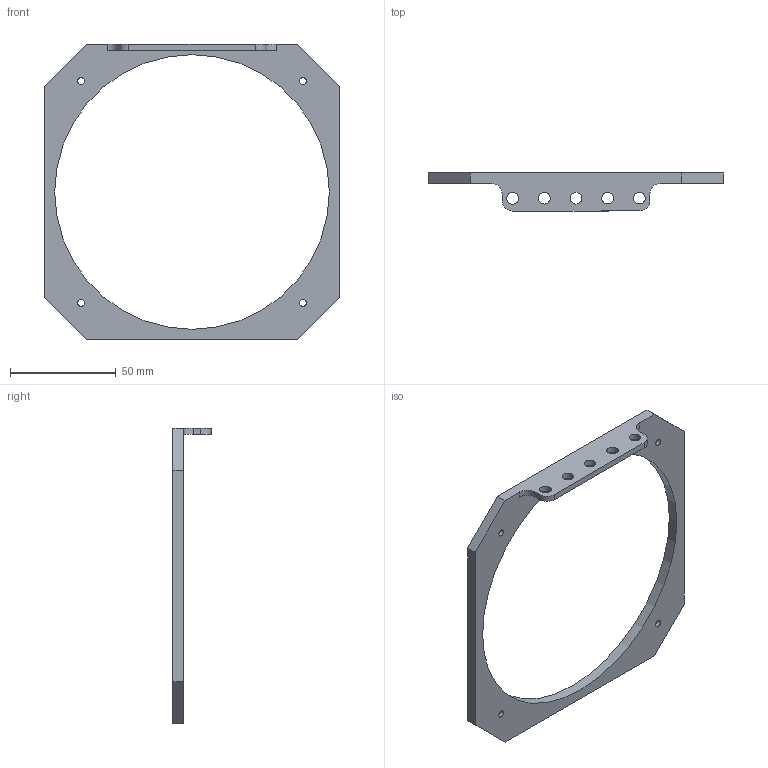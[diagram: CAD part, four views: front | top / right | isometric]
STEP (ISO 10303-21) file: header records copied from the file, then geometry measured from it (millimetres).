
FILE_DESCRIPTION( ( 'Unknown' ), '1' );
FILE_NAME( '风扇安装版（S3.8.11395）.stp', 'Unknown', ( 'Unknown' ), ( 'Unknown' ), 'XStep 1.0', 'Unknown', ' ' );
FILE_SCHEMA( ( 'automotive_design' ) );
Length unit declared in the file: millimetre
Products named in the file (1): 1
Bounding box: 140 x 18.11 x 140 mm (x, y, z)
Volume: 29856.4 mm3; surface area: 17702.5 mm2
Topology: 1 solids, 1 shells, 28 faces, 78 edges, 52 vertices
Faces by surface type: plane 14, cylinder 14
Full cylindrical faces by diameter (mm): 3.242 x4, 5.5 x5, 130 x1
Entity records: 1140 total; most frequent: DIRECTION 154, CARTESIAN_POINT 149, ORIENTED_EDGE 136, EDGE_CURVE 68, EDGE_LOOP 58, AXIS2_PLACEMENT_3D 57, VERTEX_POINT 52, LINE 40
